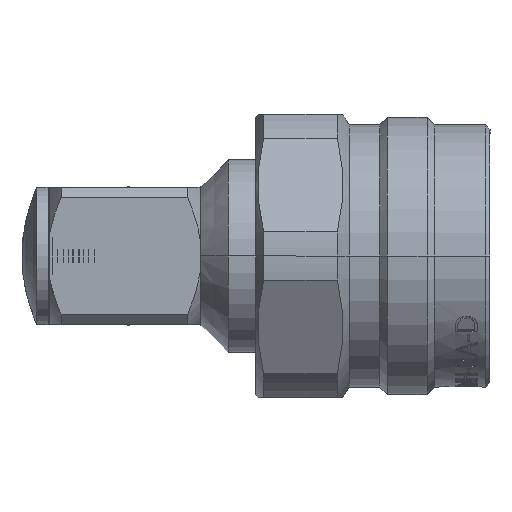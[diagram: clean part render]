
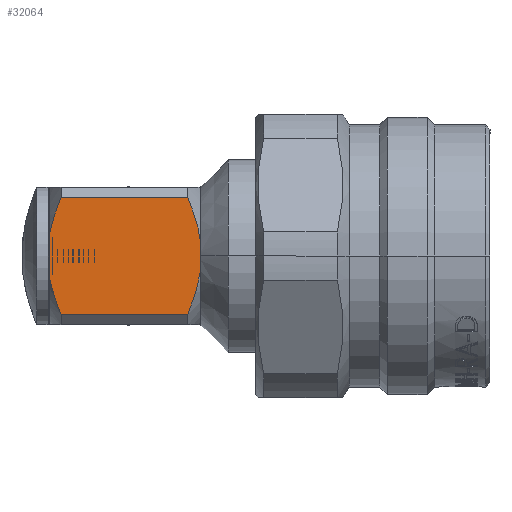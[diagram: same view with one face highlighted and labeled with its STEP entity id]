
A CAD part, left-side view. The second image highlights one B-rep face of the part: STEP entity #32064.
In plain terms, the highlighted planar face has unit normal (-1, 0, 0).
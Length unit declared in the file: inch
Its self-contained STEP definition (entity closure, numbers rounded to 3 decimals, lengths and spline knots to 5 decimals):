
#448 = EDGE_CURVE ( 'NONE', #21226, #49499, #5866, .T. ) ;
#857 = VECTOR ( 'NONE', #3402, 39.37008 ) ;
#924 = ORIENTED_EDGE ( 'NONE', *, *, #15965, .T. ) ;
#1980 = CARTESIAN_POINT ( 'NONE',  ( -0.19708, -1.259, 0.16685 ) ) ;
#3283 = CARTESIAN_POINT ( 'NONE',  ( -0.19708, -0.85466, -0.1463 ) ) ;
#3402 = DIRECTION ( 'NONE',  ( 0., 0., -1. ) ) ;
#3967 = CARTESIAN_POINT ( 'NONE',  ( -0.19708, -0.82583, 0.19685 ) ) ;
#3987 = DIRECTION ( 'NONE',  ( 1., 0., 0. ) ) ;
#4968 = ORIENTED_EDGE ( 'NONE', *, *, #7470, .T. ) ;
#5852 = EDGE_CURVE ( 'NONE', #26831, #14516, #38455, .T. ) ;
#5866 = LINE ( 'NONE', #23349, #42055 ) ;
#5968 = VERTEX_POINT ( 'NONE', #6658 ) ;
#6658 = CARTESIAN_POINT ( 'NONE',  ( -0.19708, -0.82583, 0.03881 ) ) ;
#7106 = B_SPLINE_CURVE_WITH_KNOTS ( 'NONE', 3,
 ( #12535, #47756, #17691, #30842, #38852, #26567, #56310, #8534 ),
 .UNSPECIFIED., .F., .F.,
 ( 4, 2, 2, 4 ),
 ( 0.00772, 0.00916, 0.00988, 0.0106 ),
 .UNSPECIFIED. ) ;
#7470 = EDGE_CURVE ( 'NONE', #43386, #15647, #54075, .T. ) ;
#7519 = EDGE_CURVE ( 'NONE', #22914, #28395, #36890, .T. ) ;
#7593 = CARTESIAN_POINT ( 'NONE',  ( -0.19708, -0.84677, -0.1255 ) ) ;
#8116 = EDGE_CURVE ( 'NONE', #15647, #5968, #31818, .T. ) ;
#8534 = CARTESIAN_POINT ( 'NONE',  ( -0.19708, -1.259, -0.05895 ) ) ;
#10326 = ORIENTED_EDGE ( 'NONE', *, *, #50580, .T. ) ;
#11544 = ORIENTED_EDGE ( 'NONE', *, *, #8116, .T. ) ;
#11894 = CARTESIAN_POINT ( 'NONE',  ( -0.19708, -0.83412, -0.08286 ) ) ;
#12051 = PLANE ( 'NONE',  #36215 ) ;
#12176 = CARTESIAN_POINT ( 'NONE',  ( -0.19708, -0.83702, -0.0936 ) ) ;
#12535 = CARTESIAN_POINT ( 'NONE',  ( -0.19708, -1.22466, -0.16685 ) ) ;
#12751 = CARTESIAN_POINT ( 'NONE',  ( -0.19708, -0.82862, 0.06086 ) ) ;
#13647 = ORIENTED_EDGE ( 'NONE', *, *, #7519, .F. ) ;
#13956 = B_SPLINE_CURVE_WITH_KNOTS ( 'NONE', 3,
 ( #43601, #35038, #42777, #11894, #12176, #7593, #3283, #20770 ),
 .UNSPECIFIED., .F., .F.,
 ( 4, 2, 2, 4 ),
 ( 0.01311, 0.01397, 0.01482, 0.01652 ),
 .UNSPECIFIED. ) ;
#14516 = VERTEX_POINT ( 'NONE', #47552 ) ;
#14579 = CARTESIAN_POINT ( 'NONE',  ( -0.19708, -1.259, 0.19685 ) ) ;
#14669 = CARTESIAN_POINT ( 'NONE',  ( -0.19708, -1.259, -0.05895 ) ) ;
#14891 = ORIENTED_EDGE ( 'NONE', *, *, #45577, .T. ) ;
#15153 = CARTESIAN_POINT ( 'NONE',  ( -0.19708, -1.259, 0.05895 ) ) ;
#15647 = VERTEX_POINT ( 'NONE', #27508 ) ;
#15695 = ORIENTED_EDGE ( 'NONE', *, *, #5852, .T. ) ;
#15965 = EDGE_CURVE ( 'NONE', #5968, #36429, #47210, .T. ) ;
#16781 = CARTESIAN_POINT ( 'NONE',  ( -0.19708, -0.85467, 0.14634 ) ) ;
#17176 = DIRECTION ( 'NONE',  ( 0., 1., 0. ) ) ;
#17691 = CARTESIAN_POINT ( 'NONE',  ( -0.19708, -1.23879, -0.13187 ) ) ;
#18935 = CARTESIAN_POINT ( 'NONE',  ( -0.19708, -1.259, 0.05895 ) ) ;
#19909 = CARTESIAN_POINT ( 'NONE',  ( -0.19708, -1.22466, -0.16685 ) ) ;
#20331 = ORIENTED_EDGE ( 'NONE', *, *, #448, .T. ) ;
#20770 = CARTESIAN_POINT ( 'NONE',  ( -0.19708, -0.86334, -0.16685 ) ) ;
#21226 = VERTEX_POINT ( 'NONE', #23435 ) ;
#22914 = VERTEX_POINT ( 'NONE', #15153 ) ;
#23349 = CARTESIAN_POINT ( 'NONE',  ( -0.19708, -1.21137, -0.16685 ) ) ;
#23435 = CARTESIAN_POINT ( 'NONE',  ( -0.19708, -0.86334, -0.16685 ) ) ;
#23820 = CARTESIAN_POINT ( 'NONE',  ( -0.19708, -1.25549, 0.07766 ) ) ;
#24111 = CARTESIAN_POINT ( 'NONE',  ( -0.19708, -1.23203, 0.14941 ) ) ;
#25352 = EDGE_CURVE ( 'NONE', #49499, #28395, #7106, .T. ) ;
#26567 = CARTESIAN_POINT ( 'NONE',  ( -0.19708, -1.25512, -0.07758 ) ) ;
#26831 = VERTEX_POINT ( 'NONE', #34772 ) ;
#27265 = VECTOR ( 'NONE', #56461, 39.37008 ) ;
#27508 = CARTESIAN_POINT ( 'NONE',  ( -0.19708, -0.86334, 0.16685 ) ) ;
#28095 = CARTESIAN_POINT ( 'NONE',  ( -0.19708, -1.25055, 0.0959 ) ) ;
#28395 = VERTEX_POINT ( 'NONE', #14669 ) ;
#30043 = FACE_OUTER_BOUND ( 'NONE', #41732, .T. ) ;
#30376 = EDGE_CURVE ( 'NONE', #36429, #26831, #46760, .T. ) ;
#30842 = CARTESIAN_POINT ( 'NONE',  ( -0.19708, -1.24759, -0.10496 ) ) ;
#31818 = B_SPLINE_CURVE_WITH_KNOTS ( 'NONE', 3,
 ( #34480, #16781, #51952, #51678, #12751, #43623 ),
 .UNSPECIFIED., .F., .F.,
 ( 4, 2, 4 ),
 ( 0.00773, 0.00943, 0.01113 ),
 .UNSPECIFIED. ) ;
#32064 = ADVANCED_FACE ( 'NONE', ( #30043 ), #12051, .F. ) ;
#32591 = DIRECTION ( 'NONE',  ( 0., 1., 0. ) ) ;
#34480 = CARTESIAN_POINT ( 'NONE',  ( -0.19708, -0.86334, 0.16685 ) ) ;
#34772 = CARTESIAN_POINT ( 'NONE',  ( -0.19708, -0.82583, -0.0128 ) ) ;
#35038 = CARTESIAN_POINT ( 'NONE',  ( -0.19708, -0.82724, -0.04996 ) ) ;
#35524 = CARTESIAN_POINT ( 'NONE',  ( -0.19708, -0.82583, 0.0128 ) ) ;
#36215 = AXIS2_PLACEMENT_3D ( 'NONE', #43213, #3987, #17176 ) ;
#36237 = VECTOR ( 'NONE', #37167, 39.37008 ) ;
#36429 = VERTEX_POINT ( 'NONE', #35524 ) ;
#36890 = LINE ( 'NONE', #14579, #36237 ) ;
#37167 = DIRECTION ( 'NONE',  ( 0., 0., -1. ) ) ;
#37651 = B_SPLINE_CURVE_WITH_KNOTS ( 'NONE', 3,
 ( #18935, #23820, #28095, #41264, #24111, #50143 ),
 .UNSPECIFIED., .F., .F.,
 ( 4, 2, 4 ),
 ( 0.01362, 0.01507, 0.01652 ),
 .UNSPECIFIED. ) ;
#38201 = VECTOR ( 'NONE', #55886, 39.37008 ) ;
#38455 = LINE ( 'NONE', #48164, #27265 ) ;
#38852 = CARTESIAN_POINT ( 'NONE',  ( -0.19708, -1.2503, -0.09591 ) ) ;
#40156 = ORIENTED_EDGE ( 'NONE', *, *, #25352, .T. ) ;
#40781 = DIRECTION ( 'NONE',  ( 0., -1., 0. ) ) ;
#41264 = CARTESIAN_POINT ( 'NONE',  ( -0.19708, -1.23882, 0.13178 ) ) ;
#41677 = ORIENTED_EDGE ( 'NONE', *, *, #30376, .T. ) ;
#41732 = EDGE_LOOP ( 'NONE', ( #10326, #20331, #40156, #13647, #14891, #4968, #11544, #924, #41677, #15695 ) ) ;
#42055 = VECTOR ( 'NONE', #40781, 39.37008 ) ;
#42777 = CARTESIAN_POINT ( 'NONE',  ( -0.19708, -0.82924, -0.06106 ) ) ;
#43213 = CARTESIAN_POINT ( 'NONE',  ( -0.19708, -1.259, 0.19685 ) ) ;
#43386 = VERTEX_POINT ( 'NONE', #50824 ) ;
#43601 = CARTESIAN_POINT ( 'NONE',  ( -0.19708, -0.82583, -0.03881 ) ) ;
#43623 = CARTESIAN_POINT ( 'NONE',  ( -0.19708, -0.82583, 0.03881 ) ) ;
#44484 = VECTOR ( 'NONE', #32591, 39.37008 ) ;
#45577 = EDGE_CURVE ( 'NONE', #22914, #43386, #37651, .T. ) ;
#46760 = LINE ( 'NONE', #56155, #38201 ) ;
#47210 = LINE ( 'NONE', #3967, #857 ) ;
#47552 = CARTESIAN_POINT ( 'NONE',  ( -0.19708, -0.82583, -0.03881 ) ) ;
#47756 = CARTESIAN_POINT ( 'NONE',  ( -0.19708, -1.23201, -0.14946 ) ) ;
#48164 = CARTESIAN_POINT ( 'NONE',  ( -0.19708, -0.82583, 0.19685 ) ) ;
#49499 = VERTEX_POINT ( 'NONE', #19909 ) ;
#50143 = CARTESIAN_POINT ( 'NONE',  ( -0.19708, -1.22466, 0.16685 ) ) ;
#50580 = EDGE_CURVE ( 'NONE', #14516, #21226, #13956, .T. ) ;
#50824 = CARTESIAN_POINT ( 'NONE',  ( -0.19708, -1.22466, 0.16685 ) ) ;
#51678 = CARTESIAN_POINT ( 'NONE',  ( -0.19708, -0.83375, 0.08291 ) ) ;
#51952 = CARTESIAN_POINT ( 'NONE',  ( -0.19708, -0.84678, 0.12553 ) ) ;
#54075 = LINE ( 'NONE', #1980, #44484 ) ;
#55886 = DIRECTION ( 'NONE',  ( 0., 0., -1. ) ) ;
#56155 = CARTESIAN_POINT ( 'NONE',  ( -0.19708, -0.82583, 0.19685 ) ) ;
#56310 = CARTESIAN_POINT ( 'NONE',  ( -0.19708, -1.25725, -0.06828 ) ) ;
#56461 = DIRECTION ( 'NONE',  ( 0., 0., -1. ) ) ;
